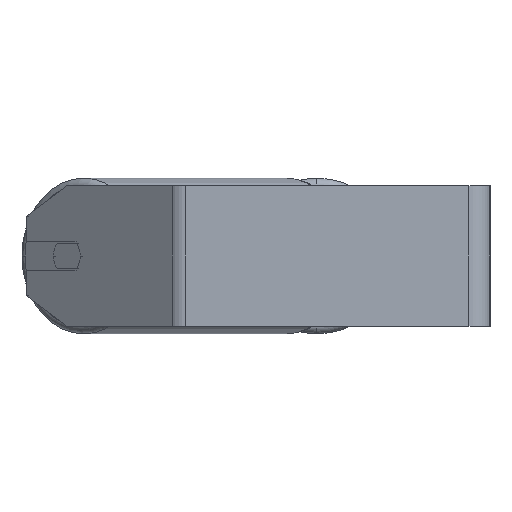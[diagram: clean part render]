
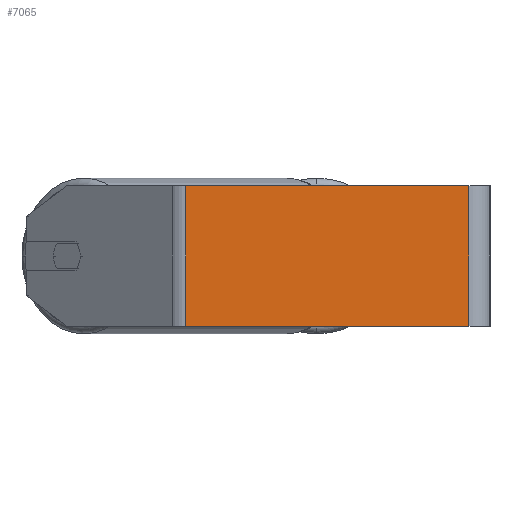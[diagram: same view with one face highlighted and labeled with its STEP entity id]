
A CAD part, left-side view. The second image highlights one B-rep face of the part: STEP entity #7065.
In plain terms, the highlighted planar face has unit normal (-1, 0, 0).
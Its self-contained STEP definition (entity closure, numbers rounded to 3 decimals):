
#321 = CARTESIAN_POINT ( 'NONE',  ( -340., 178.125, 40. ) ) ;
#361 = LINE ( 'NONE', #1646, #3809 ) ;
#621 = CARTESIAN_POINT ( 'NONE',  ( -340., 178.125, -40. ) ) ;
#1060 = CARTESIAN_POINT ( 'NONE',  ( -340., 173.757, 40. ) ) ;
#1646 = CARTESIAN_POINT ( 'NONE',  ( -340., 178.125, 40. ) ) ;
#1653 = EDGE_CURVE ( 'NONE', #8302, #8121, #2514, .T. ) ;
#2158 = VECTOR ( 'NONE', #8020, 1000. ) ;
#2236 = CARTESIAN_POINT ( 'NONE',  ( -340., 173.757, 40. ) ) ;
#2238 = CARTESIAN_POINT ( 'NONE',  ( -340., 12., 40. ) ) ;
#2280 = EDGE_CURVE ( 'NONE', #8302, #4191, #361, .T. ) ;
#2514 = LINE ( 'NONE', #1060, #7055 ) ;
#2686 = VECTOR ( 'NONE', #6011, 1000. ) ;
#2766 = CARTESIAN_POINT ( 'NONE',  ( -340., 173.757, -40. ) ) ;
#3026 = DIRECTION ( 'NONE',  ( 0., 0., -1. ) ) ;
#3115 = EDGE_CURVE ( 'NONE', #8121, #5859, #3286, .T. ) ;
#3286 = LINE ( 'NONE', #621, #2686 ) ;
#3327 = CARTESIAN_POINT ( 'NONE',  ( -340., 12., 40. ) ) ;
#3754 = DIRECTION ( 'NONE',  ( 0., 0., -1. ) ) ;
#3770 = CARTESIAN_POINT ( 'NONE',  ( -340., 12., -40. ) ) ;
#3809 = VECTOR ( 'NONE', #5790, 1000. ) ;
#3968 = ORIENTED_EDGE ( 'NONE', *, *, #7174, .F. ) ;
#4191 = VERTEX_POINT ( 'NONE', #2238 ) ;
#4437 = FACE_OUTER_BOUND ( 'NONE', #8160, .T. ) ;
#5420 = ORIENTED_EDGE ( 'NONE', *, *, #2280, .F. ) ;
#5790 = DIRECTION ( 'NONE',  ( 0., -1., 0. ) ) ;
#5859 = VERTEX_POINT ( 'NONE', #3770 ) ;
#6011 = DIRECTION ( 'NONE',  ( 0., -1., 0. ) ) ;
#6331 = ORIENTED_EDGE ( 'NONE', *, *, #1653, .T. ) ;
#6337 = DIRECTION ( 'NONE',  ( 1., 0., 0. ) ) ;
#6429 = PLANE ( 'NONE',  #8395 ) ;
#7055 = VECTOR ( 'NONE', #3754, 1000. ) ;
#7065 = ADVANCED_FACE ( 'NONE', ( #4437 ), #6429, .F. ) ;
#7174 = EDGE_CURVE ( 'NONE', #4191, #5859, #7405, .T. ) ;
#7405 = LINE ( 'NONE', #3327, #2158 ) ;
#8020 = DIRECTION ( 'NONE',  ( 0., 0., -1. ) ) ;
#8121 = VERTEX_POINT ( 'NONE', #2766 ) ;
#8160 = EDGE_LOOP ( 'NONE', ( #8293, #3968, #5420, #6331 ) ) ;
#8293 = ORIENTED_EDGE ( 'NONE', *, *, #3115, .T. ) ;
#8302 = VERTEX_POINT ( 'NONE', #2236 ) ;
#8395 = AXIS2_PLACEMENT_3D ( 'NONE', #321, #6337, #3026 ) ;
